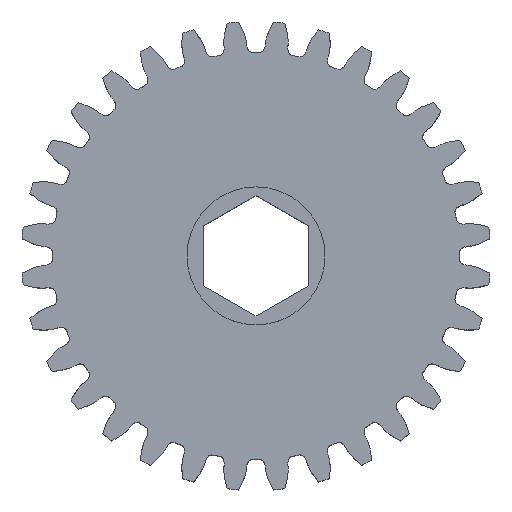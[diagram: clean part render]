
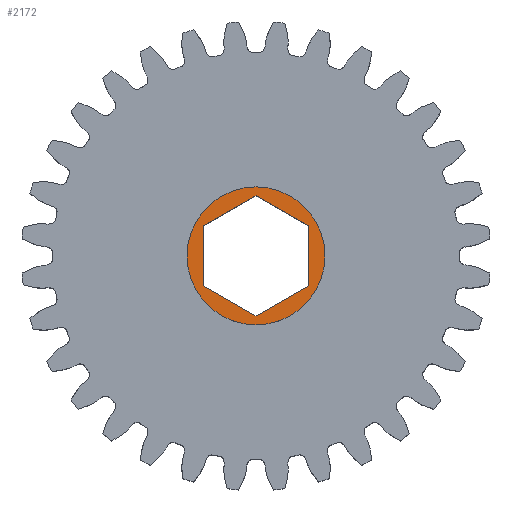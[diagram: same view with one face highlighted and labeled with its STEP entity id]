
A CAD part, top view. The second image highlights one B-rep face of the part: STEP entity #2172.
In plain terms, the highlighted planar face has unit normal (0, 0, 1).
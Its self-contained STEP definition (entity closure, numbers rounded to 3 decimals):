
#802 = ORIENTED_EDGE ( 'NONE', *, *, #9820, .F. ) ;
#928 = CARTESIAN_POINT ( 'NONE',  ( -4.788, 2.764, 6.3 ) ) ;
#1469 = DIRECTION ( 'NONE',  ( 0., 0., -1. ) ) ;
#1506 = VERTEX_POINT ( 'NONE', #11994 ) ;
#1716 = CARTESIAN_POINT ( 'NONE',  ( 0., -5.529, 6.3 ) ) ;
#2172 = ADVANCED_FACE ( 'NONE', ( #13247, #10449 ), #9990, .F. ) ;
#2328 = ORIENTED_EDGE ( 'NONE', *, *, #4632, .F. ) ;
#2342 = EDGE_CURVE ( 'NONE', #10562, #11873, #4200, .T. ) ;
#2353 = ORIENTED_EDGE ( 'NONE', *, *, #6365, .T. ) ;
#2673 = VERTEX_POINT ( 'NONE', #4285 ) ;
#2775 = CARTESIAN_POINT ( 'NONE',  ( 0., 0., 6.3 ) ) ;
#2848 = CARTESIAN_POINT ( 'NONE',  ( 0., 5.529, 6.3 ) ) ;
#3014 = AXIS2_PLACEMENT_3D ( 'NONE', #2775, #6357, #3899 ) ;
#3040 = CARTESIAN_POINT ( 'NONE',  ( -4.788, 2.764, 6.3 ) ) ;
#3236 = DIRECTION ( 'NONE',  ( 0., 1., 0. ) ) ;
#3595 = DIRECTION ( 'NONE',  ( 0., 1., 0. ) ) ;
#3849 = CARTESIAN_POINT ( 'NONE',  ( 0., -5.529, 6.3 ) ) ;
#3889 = DIRECTION ( 'NONE',  ( -0.866, 0.5, 0. ) ) ;
#3899 = DIRECTION ( 'NONE',  ( 0., 1., 0. ) ) ;
#3980 = ORIENTED_EDGE ( 'NONE', *, *, #8062, .T. ) ;
#4200 = LINE ( 'NONE', #3040, #7675 ) ;
#4225 = LINE ( 'NONE', #1716, #7539 ) ;
#4285 = CARTESIAN_POINT ( 'NONE',  ( -4.788, -2.764, 6.3 ) ) ;
#4632 = EDGE_CURVE ( 'NONE', #10759, #6997, #4883, .T. ) ;
#4883 = CIRCLE ( 'NONE', #3014, 6.35 ) ;
#5829 = DIRECTION ( 'NONE',  ( 0., 1., 0. ) ) ;
#6357 = DIRECTION ( 'NONE',  ( 0., 0., -1. ) ) ;
#6365 = EDGE_CURVE ( 'NONE', #11404, #2673, #4225, .T. ) ;
#6730 = CARTESIAN_POINT ( 'NONE',  ( 0., 0., 6.3 ) ) ;
#6957 = CARTESIAN_POINT ( 'NONE',  ( 0., 5.529, 6.3 ) ) ;
#6997 = VERTEX_POINT ( 'NONE', #13048 ) ;
#7365 = LINE ( 'NONE', #12924, #12281 ) ;
#7495 = DIRECTION ( 'NONE',  ( 0., -1., 0. ) ) ;
#7539 = VECTOR ( 'NONE', #3889, 1000. ) ;
#7675 = VECTOR ( 'NONE', #11654, 1000. ) ;
#7781 = EDGE_LOOP ( 'NONE', ( #13062, #8414, #3980, #9731, #8247, #2353 ) ) ;
#7819 = EDGE_LOOP ( 'NONE', ( #2328, #802 ) ) ;
#7896 = EDGE_CURVE ( 'NONE', #13433, #1506, #7365, .T. ) ;
#7915 = CARTESIAN_POINT ( 'NONE',  ( 4.788, 2.764, 6.3 ) ) ;
#8062 = EDGE_CURVE ( 'NONE', #11873, #13433, #9351, .T. ) ;
#8247 = ORIENTED_EDGE ( 'NONE', *, *, #10144, .T. ) ;
#8414 = ORIENTED_EDGE ( 'NONE', *, *, #2342, .T. ) ;
#9174 = LINE ( 'NONE', #10743, #12487 ) ;
#9351 = LINE ( 'NONE', #2848, #10175 ) ;
#9594 = DIRECTION ( 'NONE',  ( 0., 0., -1. ) ) ;
#9671 = CARTESIAN_POINT ( 'NONE',  ( 0., 6.35, 6.3 ) ) ;
#9686 = CARTESIAN_POINT ( 'NONE',  ( 0., 0., 6.3 ) ) ;
#9731 = ORIENTED_EDGE ( 'NONE', *, *, #7896, .T. ) ;
#9820 = EDGE_CURVE ( 'NONE', #6997, #10759, #9869, .T. ) ;
#9869 = CIRCLE ( 'NONE', #11948, 6.35 ) ;
#9990 = PLANE ( 'NONE',  #10899 ) ;
#10029 = CARTESIAN_POINT ( 'NONE',  ( -4.788, -2.764, 6.3 ) ) ;
#10144 = EDGE_CURVE ( 'NONE', #1506, #11404, #9174, .T. ) ;
#10175 = VECTOR ( 'NONE', #11180, 1000. ) ;
#10449 = FACE_OUTER_BOUND ( 'NONE', #7819, .T. ) ;
#10506 = VECTOR ( 'NONE', #5829, 1000. ) ;
#10562 = VERTEX_POINT ( 'NONE', #928 ) ;
#10743 = CARTESIAN_POINT ( 'NONE',  ( 4.788, -2.764, 6.3 ) ) ;
#10759 = VERTEX_POINT ( 'NONE', #9671 ) ;
#10790 = DIRECTION ( 'NONE',  ( -0.866, -0.5, 0. ) ) ;
#10899 = AXIS2_PLACEMENT_3D ( 'NONE', #6730, #1469, #3595 ) ;
#11180 = DIRECTION ( 'NONE',  ( 0.866, -0.5, 0. ) ) ;
#11404 = VERTEX_POINT ( 'NONE', #3849 ) ;
#11470 = EDGE_CURVE ( 'NONE', #2673, #10562, #13635, .T. ) ;
#11654 = DIRECTION ( 'NONE',  ( 0.866, 0.5, 0. ) ) ;
#11873 = VERTEX_POINT ( 'NONE', #6957 ) ;
#11948 = AXIS2_PLACEMENT_3D ( 'NONE', #9686, #9594, #3236 ) ;
#11994 = CARTESIAN_POINT ( 'NONE',  ( 4.788, -2.764, 6.3 ) ) ;
#12281 = VECTOR ( 'NONE', #7495, 1000. ) ;
#12487 = VECTOR ( 'NONE', #10790, 1000. ) ;
#12924 = CARTESIAN_POINT ( 'NONE',  ( 4.788, 2.764, 6.3 ) ) ;
#13048 = CARTESIAN_POINT ( 'NONE',  ( 0., -6.35, 6.3 ) ) ;
#13062 = ORIENTED_EDGE ( 'NONE', *, *, #11470, .T. ) ;
#13247 = FACE_BOUND ( 'NONE', #7781, .T. ) ;
#13433 = VERTEX_POINT ( 'NONE', #7915 ) ;
#13635 = LINE ( 'NONE', #10029, #10506 ) ;
